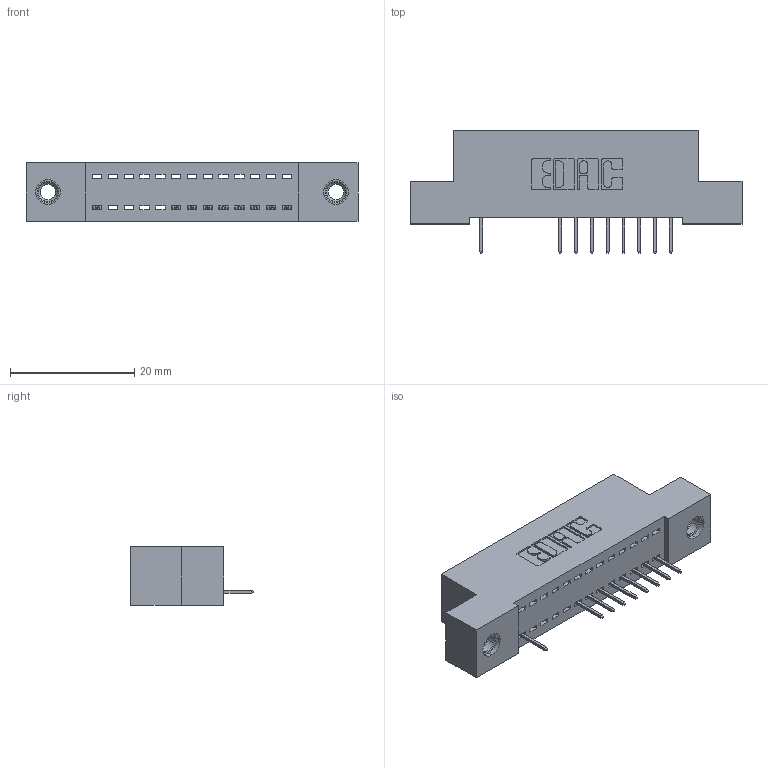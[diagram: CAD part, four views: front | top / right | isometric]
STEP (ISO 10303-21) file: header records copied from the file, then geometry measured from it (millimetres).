
FILE_DESCRIPTION (( 'STEP AP203' ), '1' );
FILE_NAME ('392-013-524-107.STEP', '2018-08-14T23:00:29', ( '' ), ( '' ), 'SwSTEP 2.0', 'SolidWorks 2016', '' );
FILE_SCHEMA (( 'CONFIG_CONTROL_DESIGN' ));
Length unit declared in the file: inch
Products named in the file (4): 342 Part_TI; 345-292-001_345-293-124; 345-250-001_345-250-005-103; 392-013-524-107
Assembly tree (12 placements, depth 2):
  392-013-524-107
    342 Part_TI
    345-292-001_345-293-124  x9
    345-250-001_345-250-005-103  x2
Bounding box: 53.34 x 19.69 x 9.4 mm (x, y, z)
Volume: 4476.1 mm3; surface area: 5716.1 mm2
Topology: 12 solids, 12 shells, 776 faces, 2223 edges, 1438 vertices
Faces by surface type: plane 578, cylinder 182, cone 12, torus 4
Entity records: 12698 total; most frequent: CARTESIAN_POINT 2192, ORIENTED_EDGE 2138, DIRECTION 1937, EDGE_CURVE 1069, VECTOR 925, LINE 925, VERTEX_POINT 704, AXIS2_PLACEMENT_3D 506
